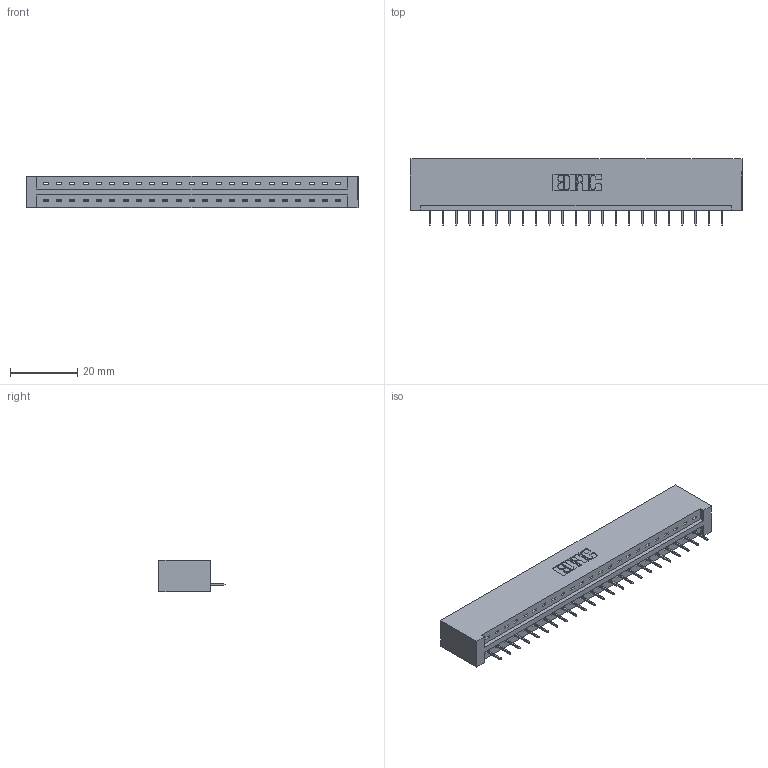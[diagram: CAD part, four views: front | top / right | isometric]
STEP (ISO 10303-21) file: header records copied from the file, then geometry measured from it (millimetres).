
FILE_DESCRIPTION (( 'STEP AP203' ), '1' );
FILE_NAME ('387-023-524-101.STEP', '2018-09-14T07:46:36', ( '' ), ( '' ), 'SwSTEP 2.0', 'SolidWorks 2016', '' );
FILE_SCHEMA (( 'CONFIG_CONTROL_DESIGN' ));
Length unit declared in the file: inch
Products named in the file (3): 337 Part_No Mounting Lugs; 345-292-001_345-293-124; 387-023-524-101
Assembly tree (24 placements, depth 2):
  387-023-524-101
    337 Part_No Mounting Lugs
    345-292-001_345-293-124  x23
Bounding box: 99.01 x 19.69 x 9.4 mm (x, y, z)
Volume: 10700.4 mm3; surface area: 10613.8 mm2
Topology: 24 solids, 24 shells, 1624 faces, 4703 edges, 3042 vertices
Faces by surface type: plane 1262, cylinder 362
Entity records: 19351 total; most frequent: CARTESIAN_POINT 3375, ORIENTED_EDGE 3334, DIRECTION 2873, EDGE_CURVE 1667, VECTOR 1551, LINE 1551, VERTEX_POINT 1106, AXIS2_PLACEMENT_3D 661
